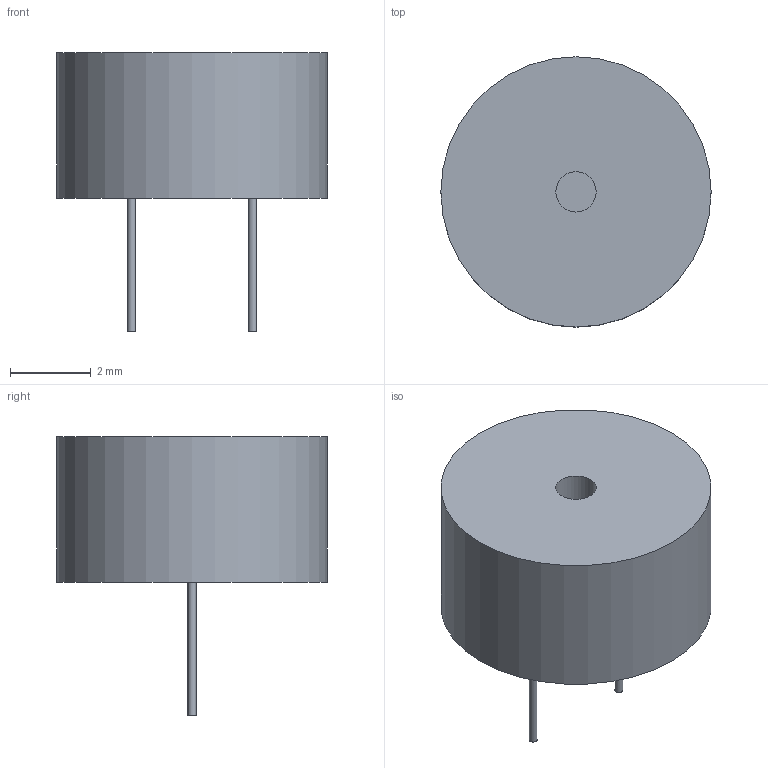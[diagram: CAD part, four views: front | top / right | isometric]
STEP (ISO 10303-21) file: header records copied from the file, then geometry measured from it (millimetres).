
FILE_DESCRIPTION(('FreeCAD Model'),'2;1');
FILE_NAME('buzzer1.step','2018-05-09T10:29:26',( 'Author'),(''),'Open CASCADE STEP processor 7.2','FreeCAD','Unknown' );
FILE_SCHEMA(('AUTOMOTIVE_DESIGN { 1 0 10303 214 1 1 1 1 }'));
Length unit declared in the file: millimetre
Products named in the file (4): Body; Part; Body001; Body002
Assembly tree (2 placements, depth 2):
  Body
  Part
    Body001
    Body002
Bounding box: 6.7 x 6.7 x 6.9 mm (x, y, z)
Volume: 126.3 mm3; surface area: 153.7 mm2
Topology: 3 solids, 3 shells, 11 faces, 12 edges, 8 vertices
Faces by surface type: plane 7, cylinder 4
Full cylindrical faces by diameter (mm): 0.2 x2, 1 x1, 6.7 x1
Entity records: 454 total; most frequent: DIRECTION 72, CARTESIAN_POINT 58, ORIENTED_EDGE 24, PCURVE 24, DEFINITIONAL_REPRESENTATION 24, AXIS2_PLACEMENT_3D 22, LINE 20, VECTOR 20
